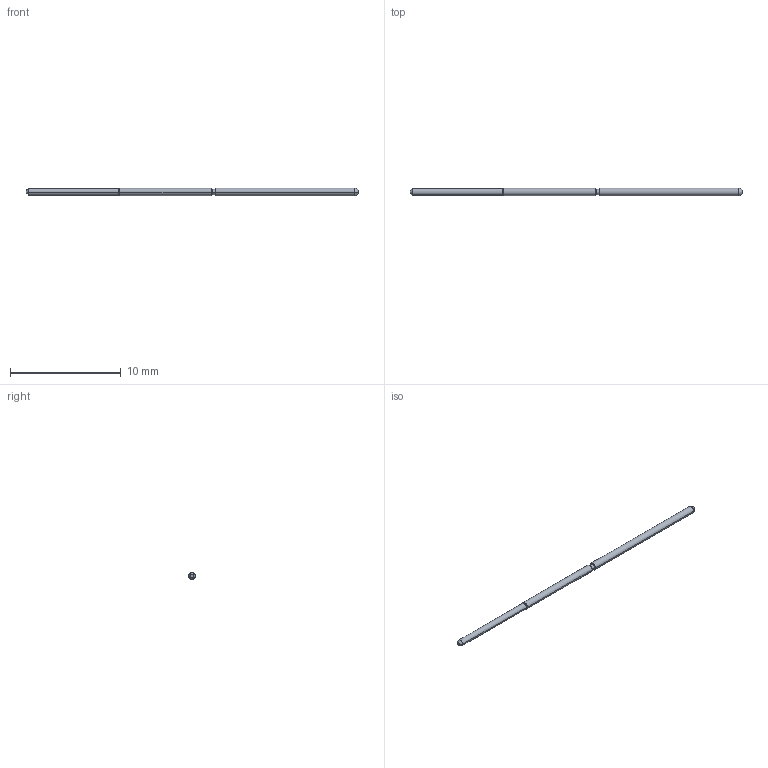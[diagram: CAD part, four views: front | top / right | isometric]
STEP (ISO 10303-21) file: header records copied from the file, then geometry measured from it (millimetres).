
FILE_DESCRIPTION((''),'2;1');
FILE_NAME('30202150021','2020-03-11T',('presta_be4'),(''),'CREO PARAMETRIC BY PTC INC, 2018360','CREO PARAMETRIC BY PTC INC, 2018360','');
FILE_SCHEMA(('CONFIG_CONTROL_DESIGN'));
Length unit declared in the file: millimetre
Products named in the file (1): 30202150021
Bounding box: 30 x 0.68 x 0.68 mm (x, y, z)
Volume: 9.9 mm3; surface area: 61.6 mm2
Topology: 1 solids, 1 shells, 19 faces, 36 edges, 20 vertices
Faces by surface type: cylinder 8, cone 6, plane 3, bspline 2
Entity records: 536 total; most frequent: CARTESIAN_POINT 105, DIRECTION 92, ORIENTED_EDGE 72, AXIS2_PLACEMENT_3D 39, EDGE_CURVE 36, CIRCLE 22, VERTEX_POINT 20, EDGE_LOOP 20
